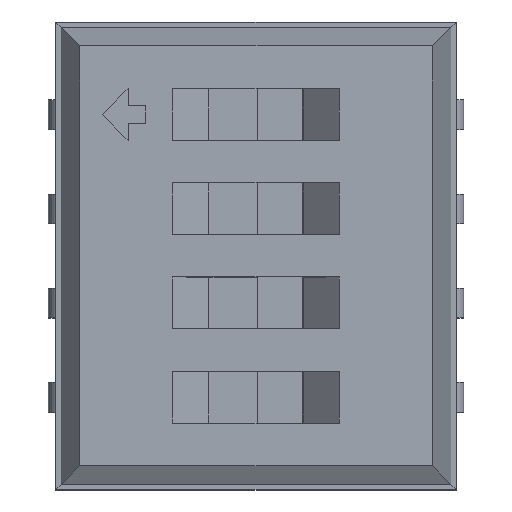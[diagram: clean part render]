
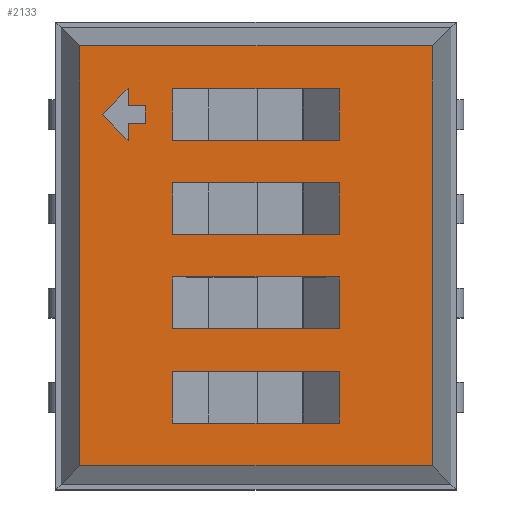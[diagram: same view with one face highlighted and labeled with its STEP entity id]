
A CAD part, top view. The second image highlights one B-rep face of the part: STEP entity #2133.
In plain terms, the highlighted planar face has unit normal (0, 0, 1).
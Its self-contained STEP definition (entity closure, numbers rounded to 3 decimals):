
#27=VECTOR('',#28,1.);
#28=DIRECTION('',(1.,0.,0.));
#51=VECTOR('',#52,1.);
#52=DIRECTION('',(0.,1.,0.));
#60=VECTOR('',#61,1.);
#61=DIRECTION('',(0.,-1.,0.));
#150=VECTOR('',#151,1.);
#151=DIRECTION('',(-1.,0.,0.));
#240=DIRECTION('',(0.,0.,-1.));
#2083=VERTEX_POINT('',#2084);
#2084=CARTESIAN_POINT('',(2.375,-2.83,2.65));
#2086=ORIENTED_EDGE('',*,*,#2087,.F.);
#2087=EDGE_CURVE('',#2088,#2083,#2090,.T.);
#2088=VERTEX_POINT('',#2089);
#2089=CARTESIAN_POINT('',(-2.375,-2.83,2.65));
#2090=LINE('',#2089,#27);
#2125=VERTEX_POINT('',#2126);
#2126=CARTESIAN_POINT('',(2.375,2.83,2.65));
#2128=ORIENTED_EDGE('',*,*,#2129,.F.);
#2129=EDGE_CURVE('',#2083,#2125,#2130,.T.);
#2130=LINE('',#2084,#51);
#2133=ADVANCED_FACE('',(#2134,#2144,#2166,#2188,#2231,#2253),#2275,.F.);
#2134=FACE_BOUND('',#2135,.F.);
#2135=EDGE_LOOP('',(#2128,#2086,#2136,#2141));
#2136=ORIENTED_EDGE('',*,*,#2137,.F.);
#2137=EDGE_CURVE('',#2138,#2088,#2140,.T.);
#2138=VERTEX_POINT('',#2139);
#2139=CARTESIAN_POINT('',(-2.375,2.83,2.65));
#2140=LINE('',#2139,#60);
#2141=ORIENTED_EDGE('',*,*,#2142,.F.);
#2142=EDGE_CURVE('',#2125,#2138,#2143,.T.);
#2143=LINE('',#2126,#150);
#2144=FACE_BOUND('',#2145,.F.);
#2145=EDGE_LOOP('',(#2146,#2153,#2158,#2163));
#2146=ORIENTED_EDGE('',*,*,#2147,.T.);
#2147=EDGE_CURVE('',#2148,#2150,#2152,.T.);
#2148=VERTEX_POINT('',#2149);
#2149=CARTESIAN_POINT('',(1.125,-0.285,2.65));
#2150=VERTEX_POINT('',#2151);
#2151=CARTESIAN_POINT('',(-1.125,-0.285,2.65));
#2152=LINE('',#2149,#150);
#2153=ORIENTED_EDGE('',*,*,#2154,.T.);
#2154=EDGE_CURVE('',#2150,#2155,#2157,.T.);
#2155=VERTEX_POINT('',#2156);
#2156=CARTESIAN_POINT('',(-1.125,-0.985,2.65));
#2157=LINE('',#2151,#60);
#2158=ORIENTED_EDGE('',*,*,#2159,.T.);
#2159=EDGE_CURVE('',#2155,#2160,#2162,.T.);
#2160=VERTEX_POINT('',#2161);
#2161=CARTESIAN_POINT('',(1.125,-0.985,2.65));
#2162=LINE('',#2156,#27);
#2163=ORIENTED_EDGE('',*,*,#2164,.T.);
#2164=EDGE_CURVE('',#2160,#2148,#2165,.T.);
#2165=LINE('',#2161,#51);
#2166=FACE_BOUND('',#2167,.F.);
#2167=EDGE_LOOP('',(#2168,#2175,#2180,#2185));
#2168=ORIENTED_EDGE('',*,*,#2169,.T.);
#2169=EDGE_CURVE('',#2170,#2172,#2174,.T.);
#2170=VERTEX_POINT('',#2171);
#2171=CARTESIAN_POINT('',(-1.125,-2.255,2.65));
#2172=VERTEX_POINT('',#2173);
#2173=CARTESIAN_POINT('',(1.125,-2.255,2.65));
#2174=LINE('',#2171,#27);
#2175=ORIENTED_EDGE('',*,*,#2176,.T.);
#2176=EDGE_CURVE('',#2172,#2177,#2179,.T.);
#2177=VERTEX_POINT('',#2178);
#2178=CARTESIAN_POINT('',(1.125,-1.555,2.65));
#2179=LINE('',#2173,#51);
#2180=ORIENTED_EDGE('',*,*,#2181,.T.);
#2181=EDGE_CURVE('',#2177,#2182,#2184,.T.);
#2182=VERTEX_POINT('',#2183);
#2183=CARTESIAN_POINT('',(-1.125,-1.555,2.65));
#2184=LINE('',#2178,#150);
#2185=ORIENTED_EDGE('',*,*,#2186,.T.);
#2186=EDGE_CURVE('',#2182,#2170,#2187,.T.);
#2187=LINE('',#2183,#60);
#2188=FACE_BOUND('',#2189,.F.);
#2189=EDGE_LOOP('',(#2190,#2197,#2202,#2207,#2214,#2221,#2226));
#2190=ORIENTED_EDGE('',*,*,#2191,.T.);
#2191=EDGE_CURVE('',#2192,#2194,#2196,.T.);
#2192=VERTEX_POINT('',#2193);
#2193=CARTESIAN_POINT('',(-1.492,1.788,2.65));
#2194=VERTEX_POINT('',#2195);
#2195=CARTESIAN_POINT('',(-1.492,2.022,2.65));
#2196=LINE('',#2193,#51);
#2197=ORIENTED_EDGE('',*,*,#2198,.T.);
#2198=EDGE_CURVE('',#2194,#2199,#2201,.T.);
#2199=VERTEX_POINT('',#2200);
#2200=CARTESIAN_POINT('',(-1.725,2.022,2.65));
#2201=LINE('',#2195,#150);
#2202=ORIENTED_EDGE('',*,*,#2203,.T.);
#2203=EDGE_CURVE('',#2199,#2204,#2206,.T.);
#2204=VERTEX_POINT('',#2205);
#2205=CARTESIAN_POINT('',(-1.725,2.255,2.65));
#2206=LINE('',#2200,#51);
#2207=ORIENTED_EDGE('',*,*,#2208,.T.);
#2208=EDGE_CURVE('',#2204,#2209,#2211,.T.);
#2209=VERTEX_POINT('',#2210);
#2210=CARTESIAN_POINT('',(-2.075,1.905,2.65));
#2211=LINE('',#2205,#2212);
#2212=VECTOR('',#2213,1.);
#2213=DIRECTION('',(-0.707,-0.707,0.));
#2214=ORIENTED_EDGE('',*,*,#2215,.T.);
#2215=EDGE_CURVE('',#2209,#2216,#2218,.T.);
#2216=VERTEX_POINT('',#2217);
#2217=CARTESIAN_POINT('',(-1.725,1.555,2.65));
#2218=LINE('',#2210,#2219);
#2219=VECTOR('',#2220,1.);
#2220=DIRECTION('',(0.707,-0.707,0.));
#2221=ORIENTED_EDGE('',*,*,#2222,.T.);
#2222=EDGE_CURVE('',#2216,#2223,#2225,.T.);
#2223=VERTEX_POINT('',#2224);
#2224=CARTESIAN_POINT('',(-1.725,1.788,2.65));
#2225=LINE('',#2217,#51);
#2226=ORIENTED_EDGE('',*,*,#2227,.T.);
#2227=EDGE_CURVE('',#2223,#2192,#2228,.T.);
#2228=LINE('',#2224,#2229);
#2229=VECTOR('',#2230,1.);
#2230=DIRECTION('',(1.,0.,0.));
#2231=FACE_BOUND('',#2232,.F.);
#2232=EDGE_LOOP('',(#2233,#2240,#2245,#2250));
#2233=ORIENTED_EDGE('',*,*,#2234,.T.);
#2234=EDGE_CURVE('',#2235,#2237,#2239,.T.);
#2235=VERTEX_POINT('',#2236);
#2236=CARTESIAN_POINT('',(-1.125,1.555,2.65));
#2237=VERTEX_POINT('',#2238);
#2238=CARTESIAN_POINT('',(1.125,1.555,2.65));
#2239=LINE('',#2236,#27);
#2240=ORIENTED_EDGE('',*,*,#2241,.T.);
#2241=EDGE_CURVE('',#2237,#2242,#2244,.T.);
#2242=VERTEX_POINT('',#2243);
#2243=CARTESIAN_POINT('',(1.125,2.255,2.65));
#2244=LINE('',#2238,#51);
#2245=ORIENTED_EDGE('',*,*,#2246,.T.);
#2246=EDGE_CURVE('',#2242,#2247,#2249,.T.);
#2247=VERTEX_POINT('',#2248);
#2248=CARTESIAN_POINT('',(-1.125,2.255,2.65));
#2249=LINE('',#2243,#150);
#2250=ORIENTED_EDGE('',*,*,#2251,.T.);
#2251=EDGE_CURVE('',#2247,#2235,#2252,.T.);
#2252=LINE('',#2248,#60);
#2253=FACE_BOUND('',#2254,.F.);
#2254=EDGE_LOOP('',(#2255,#2262,#2267,#2272));
#2255=ORIENTED_EDGE('',*,*,#2256,.T.);
#2256=EDGE_CURVE('',#2257,#2259,#2261,.T.);
#2257=VERTEX_POINT('',#2258);
#2258=CARTESIAN_POINT('',(-1.125,0.285,2.65));
#2259=VERTEX_POINT('',#2260);
#2260=CARTESIAN_POINT('',(1.125,0.285,2.65));
#2261=LINE('',#2258,#27);
#2262=ORIENTED_EDGE('',*,*,#2263,.T.);
#2263=EDGE_CURVE('',#2259,#2264,#2266,.T.);
#2264=VERTEX_POINT('',#2265);
#2265=CARTESIAN_POINT('',(1.125,0.985,2.65));
#2266=LINE('',#2260,#51);
#2267=ORIENTED_EDGE('',*,*,#2268,.T.);
#2268=EDGE_CURVE('',#2264,#2269,#2271,.T.);
#2269=VERTEX_POINT('',#2270);
#2270=CARTESIAN_POINT('',(-1.125,0.985,2.65));
#2271=LINE('',#2265,#150);
#2272=ORIENTED_EDGE('',*,*,#2273,.T.);
#2273=EDGE_CURVE('',#2269,#2257,#2274,.T.);
#2274=LINE('',#2270,#60);
#2275=PLANE('',#2276);
#2276=AXIS2_PLACEMENT_3D('',#2084,#240,#2277);
#2277=DIRECTION('',(-0.643,0.766,0.));
